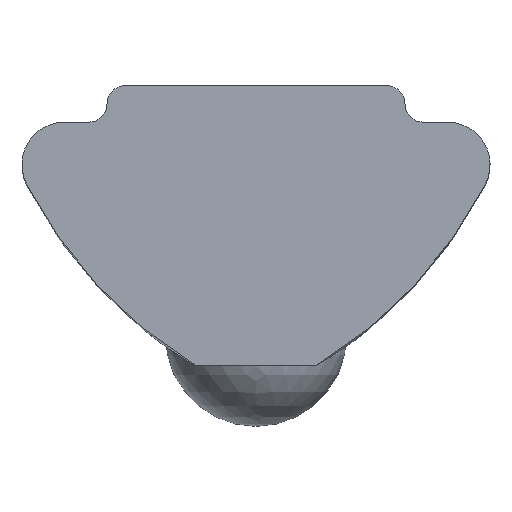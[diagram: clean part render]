
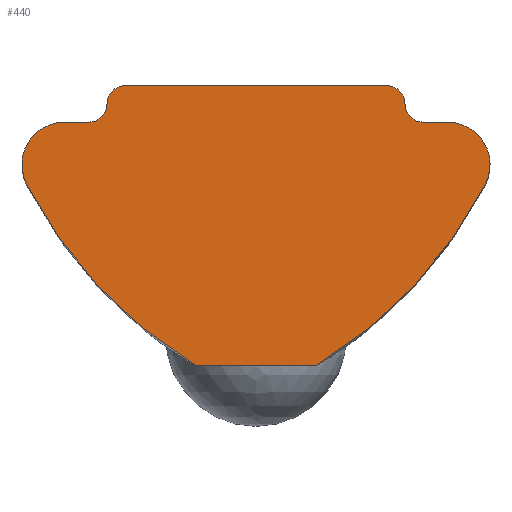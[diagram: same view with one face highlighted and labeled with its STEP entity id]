
A CAD part, top view. The second image highlights one B-rep face of the part: STEP entity #440.
In plain terms, the highlighted planar face has unit normal (0, 0, 1).
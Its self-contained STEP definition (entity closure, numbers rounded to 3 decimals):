
#27=PLANE('',#505);
#44=FACE_OUTER_BOUND('',#68,.T.);
#68=EDGE_LOOP('',(#365,#366,#367,#368,#369,#370,#371,#372,#373,#374,#375,
#376));
#98=LINE('',#804,#126);
#99=LINE('',#808,#127);
#103=LINE('',#816,#131);
#107=LINE('',#826,#135);
#126=VECTOR('',#602,1000.);
#127=VECTOR('',#605,1000.);
#131=VECTOR('',#611,1000.);
#135=VECTOR('',#623,1000.);
#144=CIRCLE('',#479,7.5);
#150=CIRCLE('',#487,0.7);
#155=CIRCLE('',#495,0.7);
#157=CIRCLE('',#502,7.5);
#159=CIRCLE('',#506,0.3);
#160=CIRCLE('',#507,0.3);
#161=CIRCLE('',#508,0.3);
#162=CIRCLE('',#509,0.3);
#182=VERTEX_POINT('',#723);
#183=VERTEX_POINT('',#725);
#190=VERTEX_POINT('',#756);
#195=VERTEX_POINT('',#787);
#196=VERTEX_POINT('',#788);
#201=VERTEX_POINT('',#802);
#202=VERTEX_POINT('',#806);
#203=VERTEX_POINT('',#807);
#206=VERTEX_POINT('',#815);
#208=VERTEX_POINT('',#821);
#209=VERTEX_POINT('',#828);
#210=VERTEX_POINT('',#831);
#231=EDGE_CURVE('',#183,#182,#144,.T.);
#241=EDGE_CURVE('',#182,#190,#150,.T.);
#249=EDGE_CURVE('',#195,#196,#155,.T.);
#257=EDGE_CURVE('',#190,#201,#98,.T.);
#258=EDGE_CURVE('',#202,#203,#99,.T.);
#262=EDGE_CURVE('',#206,#195,#103,.T.);
#266=EDGE_CURVE('',#196,#208,#157,.T.);
#268=EDGE_CURVE('',#208,#183,#107,.T.);
#269=EDGE_CURVE('',#201,#209,#159,.T.);
#270=EDGE_CURVE('',#209,#202,#160,.T.);
#271=EDGE_CURVE('',#203,#210,#161,.T.);
#272=EDGE_CURVE('',#210,#206,#162,.T.);
#365=ORIENTED_EDGE('',*,*,#257,.T.);
#366=ORIENTED_EDGE('',*,*,#269,.T.);
#367=ORIENTED_EDGE('',*,*,#270,.T.);
#368=ORIENTED_EDGE('',*,*,#258,.T.);
#369=ORIENTED_EDGE('',*,*,#271,.T.);
#370=ORIENTED_EDGE('',*,*,#272,.T.);
#371=ORIENTED_EDGE('',*,*,#262,.T.);
#372=ORIENTED_EDGE('',*,*,#249,.T.);
#373=ORIENTED_EDGE('',*,*,#266,.T.);
#374=ORIENTED_EDGE('',*,*,#268,.T.);
#375=ORIENTED_EDGE('',*,*,#231,.T.);
#376=ORIENTED_EDGE('',*,*,#241,.T.);
#440=ADVANCED_FACE('',(#44),#27,.F.);
#479=AXIS2_PLACEMENT_3D('',#726,#551,#552);
#487=AXIS2_PLACEMENT_3D('',#758,#570,#571);
#495=AXIS2_PLACEMENT_3D('',#789,#588,#589);
#502=AXIS2_PLACEMENT_3D('',#823,#617,#618);
#505=AXIS2_PLACEMENT_3D('',#827,#624,#625);
#506=AXIS2_PLACEMENT_3D('',#829,#626,#627);
#507=AXIS2_PLACEMENT_3D('',#830,#628,#629);
#508=AXIS2_PLACEMENT_3D('',#832,#630,#631);
#509=AXIS2_PLACEMENT_3D('',#833,#632,#633);
#551=DIRECTION('center_axis',(0.,0.,1.));
#552=DIRECTION('ref_axis',(-1.,0.,0.));
#570=DIRECTION('center_axis',(0.,0.,1.));
#571=DIRECTION('ref_axis',(-1.,0.,0.));
#588=DIRECTION('center_axis',(0.,0.,1.));
#589=DIRECTION('ref_axis',(1.,0.,0.));
#602=DIRECTION('',(-1.,0.,0.));
#605=DIRECTION('',(-1.,0.,0.));
#611=DIRECTION('',(-1.,0.,0.));
#617=DIRECTION('center_axis',(0.,0.,1.));
#618=DIRECTION('ref_axis',(1.,0.,0.));
#623=DIRECTION('',(1.,0.,0.));
#624=DIRECTION('center_axis',(0.,0.,-1.));
#625=DIRECTION('ref_axis',(0.,-1.,0.));
#626=DIRECTION('center_axis',(0.,0.,-1.));
#627=DIRECTION('ref_axis',(-1.,0.,0.));
#628=DIRECTION('center_axis',(0.,0.,1.));
#629=DIRECTION('ref_axis',(-1.,0.,0.));
#630=DIRECTION('center_axis',(0.,0.,1.));
#631=DIRECTION('ref_axis',(-1.,0.,0.));
#632=DIRECTION('center_axis',(0.,0.,-1.));
#633=DIRECTION('ref_axis',(-1.,0.,0.));
#723=CARTESIAN_POINT('',(3.773,-1.62,12.));
#725=CARTESIAN_POINT('',(1.,-4.6,12.));
#726=CARTESIAN_POINT('Origin',(-2.899,1.807,12.));
#756=CARTESIAN_POINT('',(3.15,-0.6,12.));
#758=CARTESIAN_POINT('Origin',(3.15,-1.3,12.));
#787=CARTESIAN_POINT('',(-3.15,-0.6,12.));
#788=CARTESIAN_POINT('',(-3.773,-1.62,12.));
#789=CARTESIAN_POINT('Origin',(-3.15,-1.3,12.));
#802=CARTESIAN_POINT('',(2.75,-0.6,12.));
#804=CARTESIAN_POINT('',(2.45,-0.6,12.));
#806=CARTESIAN_POINT('',(2.15,0.,12.));
#807=CARTESIAN_POINT('',(-2.15,0.,12.));
#808=CARTESIAN_POINT('',(-2.45,0.,12.));
#815=CARTESIAN_POINT('',(-2.75,-0.6,12.));
#816=CARTESIAN_POINT('',(-2.45,-0.6,12.));
#821=CARTESIAN_POINT('',(-1.,-4.6,12.));
#823=CARTESIAN_POINT('Origin',(2.899,1.807,12.));
#826=CARTESIAN_POINT('',(1.,-4.6,12.));
#827=CARTESIAN_POINT('Origin',(3.15,-1.3,12.));
#828=CARTESIAN_POINT('',(2.45,-0.3,12.));
#829=CARTESIAN_POINT('Origin',(2.75,-0.3,12.));
#830=CARTESIAN_POINT('Origin',(2.15,-0.3,12.));
#831=CARTESIAN_POINT('',(-2.45,-0.3,12.));
#832=CARTESIAN_POINT('Origin',(-2.15,-0.3,12.));
#833=CARTESIAN_POINT('Origin',(-2.75,-0.3,12.));
